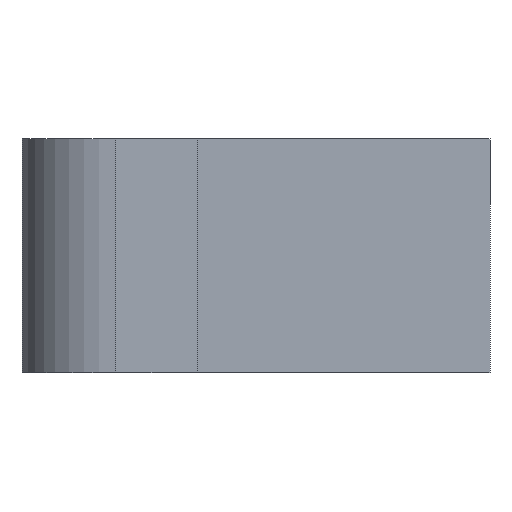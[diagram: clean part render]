
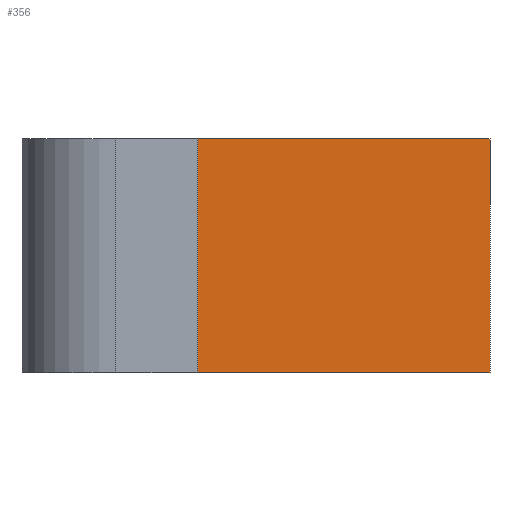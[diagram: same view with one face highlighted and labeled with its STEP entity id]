
A CAD part, front view. The second image highlights one B-rep face of the part: STEP entity #356.
In plain terms, the highlighted planar face has unit normal (0, -1, 0).
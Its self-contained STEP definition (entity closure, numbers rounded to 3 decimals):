
#28=PLANE('',#404);
#44=FACE_OUTER_BOUND('',#70,.T.);
#70=EDGE_LOOP('',(#290,#291,#292,#293));
#92=LINE('',#566,#122);
#96=LINE('',#582,#126);
#101=LINE('',#597,#131);
#102=LINE('',#599,#132);
#122=VECTOR('',#457,10.);
#126=VECTOR('',#473,10.);
#131=VECTOR('',#486,10.);
#132=VECTOR('',#489,10.);
#172=VERTEX_POINT('',#563);
#173=VERTEX_POINT('',#565);
#178=VERTEX_POINT('',#579);
#179=VERTEX_POINT('',#581);
#208=EDGE_CURVE('',#172,#173,#92,.T.);
#216=EDGE_CURVE('',#178,#179,#96,.T.);
#224=EDGE_CURVE('',#178,#173,#101,.T.);
#225=EDGE_CURVE('',#172,#179,#102,.T.);
#290=ORIENTED_EDGE('',*,*,#208,.F.);
#291=ORIENTED_EDGE('',*,*,#225,.T.);
#292=ORIENTED_EDGE('',*,*,#216,.F.);
#293=ORIENTED_EDGE('',*,*,#224,.T.);
#356=ADVANCED_FACE('',(#44),#28,.F.);
#404=AXIS2_PLACEMENT_3D('',#598,#487,#488);
#457=DIRECTION('',(-1.,0.,0.));
#473=DIRECTION('',(1.,0.,0.));
#486=DIRECTION('',(0.,0.,-1.));
#487=DIRECTION('center_axis',(0.,1.,0.));
#488=DIRECTION('ref_axis',(1.,0.,0.));
#489=DIRECTION('',(0.,0.,1.));
#563=CARTESIAN_POINT('',(10.,90.,0.));
#565=CARTESIAN_POINT('',(3.75,90.,0.));
#566=CARTESIAN_POINT('',(16.875,90.,0.));
#579=CARTESIAN_POINT('',(3.75,90.,5.));
#581=CARTESIAN_POINT('',(10.,90.,5.));
#582=CARTESIAN_POINT('',(16.875,90.,5.));
#597=CARTESIAN_POINT('',(3.75,90.,5.));
#598=CARTESIAN_POINT('Origin',(3.75,90.,5.));
#599=CARTESIAN_POINT('',(10.,90.,0.));
